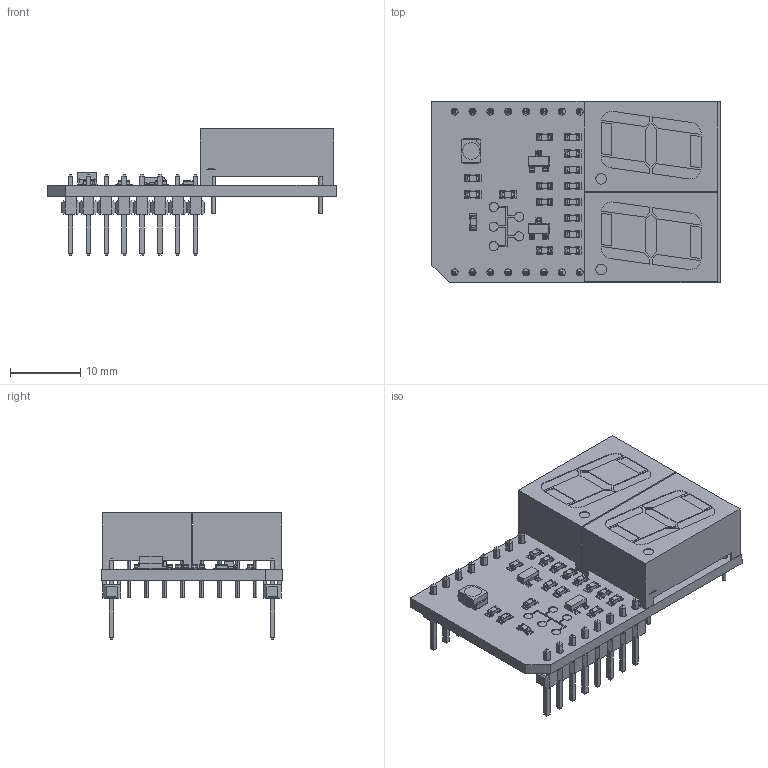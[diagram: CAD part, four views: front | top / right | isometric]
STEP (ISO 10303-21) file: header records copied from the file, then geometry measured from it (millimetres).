
FILE_DESCRIPTION(('Creo Elements/Direct Modeling STEP Export'),'2;1');
FILE_NAME('mikroBUS_7_Seg_Click_Board.stp','2015-10-13T23:23:36',(''),(''),'PTC Creo Elements/Direct Modeling STEP processor for AP214 (Solid Model)','PTC Creo Elements/Direct Modeling 19.0 09-May-2014 (C) Parametric Technology GmbH','');
FILE_SCHEMA(('AUTOMOTIVE_DESIGN { 1 0 10303 214 1 1 1 1 }'));
Length unit declared in the file: millimetre
Products named in the file (31): User_Library-arduino_uno_ssot3.1.1; p1; p2; p3; p4; arduino_uno_MLC0603.1.1.8; 7_Seg_Click_Board; SW3dPS-Disp_SA56-11_Disp_SA56-12; SW3dPS-Disp_SA56-11_Open_CASCADE_STEP_translator_6.2_78.2_2; SW3dPS-Disp_SA56-11_2; Disp_SA56-11; SW3dPS-Disp_SA56-11_Disp_SA56-12_2; SW3dPS-Disp_SA56-11_Open_CASCADE_STEP_translator_6.2_78.2; SW3dPS-Disp_SA56-11; Disp_SA56-11.1; User_Library-Everlight_67-21SRC-TR8_Imported_2; User_Library-Everlight_67-21SRC-TR8_Imported; User_Library-Everlight_67-21SRC-TR8_Imported_4; User_Library-Everlight_67-21SRC-TR8_Imported_3; User_Library-Everlight_67-21SRC-TR8; Everlight_67-21SRC-TR8.STEP; M20-977-PIN.5; M20-977-MOULD; M20-977_ASM; m20-9770842_asm.stp; M20-977-PIN.7; m20-9770842_asm.stp.1
Assembly tree (60 placements, depth 6):
  7_Seg_Click_Board
    7_Seg_Click_Board
      m20-9770842_asm.stp.1
        M20-977_ASM
          M20-977-MOULD
          M20-977-PIN.7  x8
      m20-9770842_asm.stp
        M20-977_ASM
          M20-977-MOULD
          M20-977-PIN.5  x8
      arduino_uno_MLC0603.1.1.8  x16
        p4
        p3
        p2
        p1
      User_Library-arduino_uno_ssot3.1.1  x2
      Everlight_67-21SRC-TR8.STEP
        User_Library-Everlight_67-21SRC-TR8
          User_Library-Everlight_67-21SRC-TR8_Imported_3
          User_Library-Everlight_67-21SRC-TR8_Imported_4
          User_Library-Everlight_67-21SRC-TR8_Imported
          User_Library-Everlight_67-21SRC-TR8_Imported_2
      Disp_SA56-11.1
        SW3dPS-Disp_SA56-11
          SW3dPS-Disp_SA56-11_Open_CASCADE_STEP_translator_6.2_78.2
            SW3dPS-Disp_SA56-11_Disp_SA56-12_2
      Disp_SA56-11
        SW3dPS-Disp_SA56-11_2
          SW3dPS-Disp_SA56-11_Open_CASCADE_STEP_translator_6.2_78.2_2
            SW3dPS-Disp_SA56-11_Disp_SA56-12
      7_Seg_Click_Board
Bounding box: 41 x 25.8 x 17.94 mm (x, y, z)
Volume: 5239.5 mm3; surface area: 5852.6 mm2
Topology: 91 solids, 91 shells, 2733 faces, 6872 edges, 4486 vertices
Faces by surface type: plane 2160, cylinder 332, bspline 232, extrusion 5, cone 4
Entity records: 66104 total; most frequent: CARTESIAN_POINT 21729, ORIENTED_EDGE 7778, DIRECTION 6076, EDGE_CURVE 3889, VECTOR 3086, LINE 3081, VERTEX_POINT 2540, EDGE_LOOP 1693
